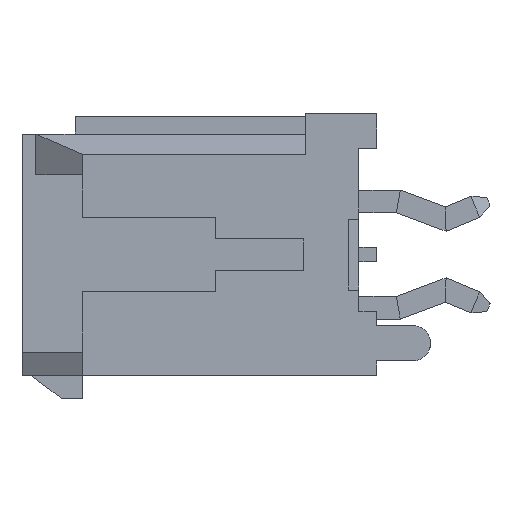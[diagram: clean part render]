
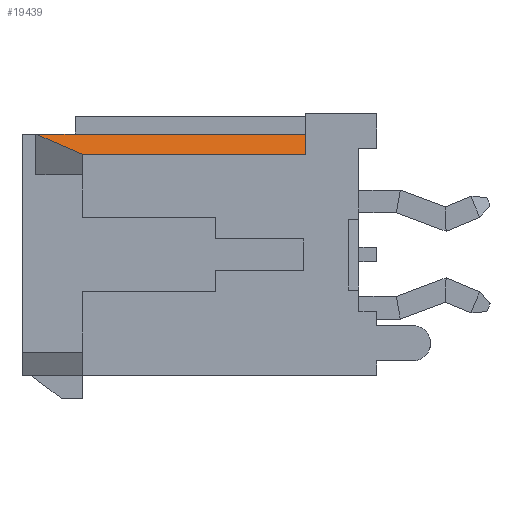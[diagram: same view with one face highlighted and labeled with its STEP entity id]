
A CAD part, left-side view. The second image highlights one B-rep face of the part: STEP entity #19439.
In plain terms, the highlighted planar face has unit normal (-0.499, 0, 0.867).
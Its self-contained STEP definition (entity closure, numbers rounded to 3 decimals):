
#125 = VECTOR ( 'NONE', #48571, 1000. ) ;
#3014 = LINE ( 'NONE', #36994, #27320 ) ;
#4352 = ORIENTED_EDGE ( 'NONE', *, *, #16672, .F. ) ;
#5223 = EDGE_CURVE ( 'NONE', #32502, #40224, #3014, .T. ) ;
#6741 = LINE ( 'NONE', #33601, #22123 ) ;
#7877 = DIRECTION ( 'NONE',  ( 0., -1., 0. ) ) ;
#8675 = ORIENTED_EDGE ( 'NONE', *, *, #5223, .T. ) ;
#11459 = VERTEX_POINT ( 'NONE', #27430 ) ;
#12241 = VERTEX_POINT ( 'NONE', #17914 ) ;
#15310 = LINE ( 'NONE', #23174, #40510 ) ;
#16672 = EDGE_CURVE ( 'NONE', #12241, #40224, #15310, .T. ) ;
#17175 = EDGE_LOOP ( 'NONE', ( #32226, #8675, #4352, #34390 ) ) ;
#17914 = CARTESIAN_POINT ( 'NONE',  ( -22.159, -7.263, 3.44 ) ) ;
#19439 = ADVANCED_FACE ( 'NONE', ( #25186 ), #25898, .T. ) ;
#22123 = VECTOR ( 'NONE', #25774, 1000. ) ;
#22883 = CARTESIAN_POINT ( 'NONE',  ( -23.158, -0.963, 2.865 ) ) ;
#23174 = CARTESIAN_POINT ( 'NONE',  ( -23.158, -7.263, 2.865 ) ) ;
#24079 = CARTESIAN_POINT ( 'NONE',  ( -23.158, -7.263, 2.865 ) ) ;
#25186 = FACE_OUTER_BOUND ( 'NONE', #17175, .T. ) ;
#25774 = DIRECTION ( 'NONE',  ( 0., -1., 0. ) ) ;
#25898 = PLANE ( 'NONE',  #33820 ) ;
#27320 = VECTOR ( 'NONE', #7877, 1000. ) ;
#27430 = CARTESIAN_POINT ( 'NONE',  ( -22.159, 0.344, 3.44 ) ) ;
#31013 = EDGE_CURVE ( 'NONE', #11459, #32502, #31868, .T. ) ;
#31868 = LINE ( 'NONE', #46859, #125 ) ;
#32226 = ORIENTED_EDGE ( 'NONE', *, *, #31013, .T. ) ;
#32502 = VERTEX_POINT ( 'NONE', #22883 ) ;
#33601 = CARTESIAN_POINT ( 'NONE',  ( -22.159, 0.737, 3.44 ) ) ;
#33820 = AXIS2_PLACEMENT_3D ( 'NONE', #40848, #48093, #40135 ) ;
#34390 = ORIENTED_EDGE ( 'NONE', *, *, #46490, .F. ) ;
#36994 = CARTESIAN_POINT ( 'NONE',  ( -23.158, 42.737, 2.865 ) ) ;
#37115 = DIRECTION ( 'NONE',  ( -0.867, 0., -0.499 ) ) ;
#40135 = DIRECTION ( 'NONE',  ( 0.867, 0., 0.499 ) ) ;
#40224 = VERTEX_POINT ( 'NONE', #24079 ) ;
#40510 = VECTOR ( 'NONE', #37115, 1000. ) ;
#40848 = CARTESIAN_POINT ( 'NONE',  ( -23.158, 42.737, 2.865 ) ) ;
#46490 = EDGE_CURVE ( 'NONE', #11459, #12241, #6741, .T. ) ;
#46859 = CARTESIAN_POINT ( 'NONE',  ( -25.674, -4.253, 1.418 ) ) ;
#48093 = DIRECTION ( 'NONE',  ( -0.499, 0., 0.867 ) ) ;
#48571 = DIRECTION ( 'NONE',  ( -0.573, -0.75, -0.33 ) ) ;
